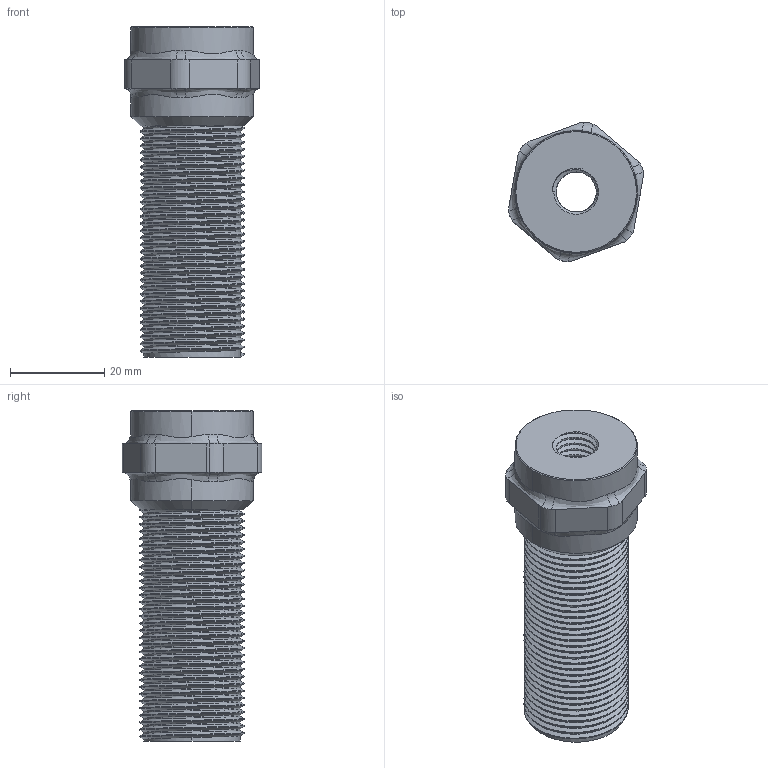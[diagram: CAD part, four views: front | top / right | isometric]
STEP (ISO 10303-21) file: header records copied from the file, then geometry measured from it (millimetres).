
FILE_DESCRIPTION (( 'STEP AP203' ), '1' );
FILE_NAME ('Manchon.STEP', '2020-11-29T08:23:27', ( '' ), ( '' ), 'SwSTEP 2.0', 'SolidWorks 2017', '' );
FILE_SCHEMA (( 'CONFIG_CONTROL_DESIGN' ));
Length unit declared in the file: millimetre
Products named in the file (1): Manchon
Bounding box: 28.58 x 29.54 x 70 mm (x, y, z)
Volume: 18884.5 mm3; surface area: 11233.9 mm2
Topology: 1 solids, 1 shells, 160 faces, 457 edges, 300 vertices
Faces by surface type: cylinder 108, bspline 18, plane 14, torus 12, cone 8
Entity records: 13084 total; most frequent: CARTESIAN_POINT 9558, ORIENTED_EDGE 914, DIRECTION 541, EDGE_CURVE 457, VERTEX_POINT 300, AXIS2_PLACEMENT_3D 204, EDGE_LOOP 163, FACE_OUTER_BOUND 160
